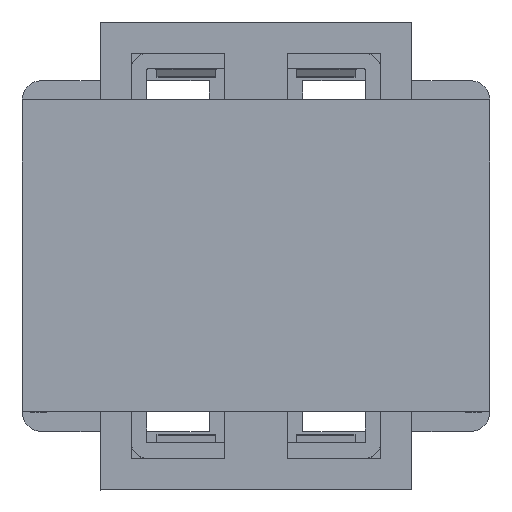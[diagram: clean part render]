
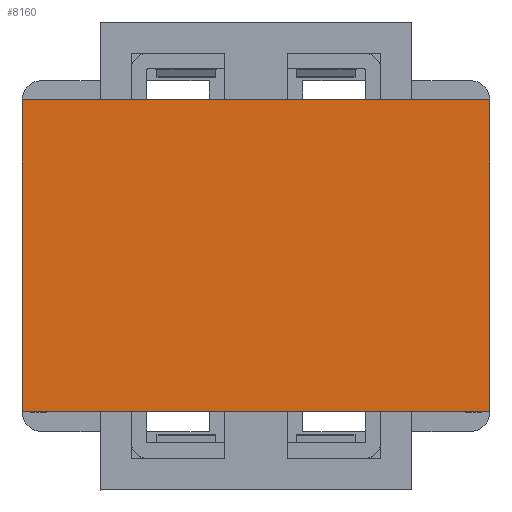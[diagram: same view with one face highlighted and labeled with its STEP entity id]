
A CAD part, top view. The second image highlights one B-rep face of the part: STEP entity #8160.
In plain terms, the highlighted planar face has unit normal (0, 0, 1).
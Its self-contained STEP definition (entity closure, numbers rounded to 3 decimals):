
#730=ORIENTED_EDGE('',*,*,#3167,.T.);
#731=ORIENTED_EDGE('',*,*,#3202,.F.);
#732=ORIENTED_EDGE('',*,*,#3169,.F.);
#733=ORIENTED_EDGE('',*,*,#3203,.T.);
#3167=EDGE_CURVE('',#4411,#4427,#5223,.T.);
#3169=EDGE_CURVE('',#4429,#4430,#5225,.T.);
#3202=EDGE_CURVE('',#4430,#4427,#5254,.T.);
#3203=EDGE_CURVE('',#4429,#4411,#5255,.T.);
#4411=VERTEX_POINT('',#11819);
#4427=VERTEX_POINT('',#11851);
#4429=VERTEX_POINT('',#11856);
#4430=VERTEX_POINT('',#11858);
#5223=LINE('',#11852,#6079);
#5225=LINE('',#11857,#6081);
#5254=LINE('',#11922,#6110);
#5255=LINE('',#11924,#6111);
#6079=VECTOR('',#9472,1000.);
#6081=VECTOR('',#9476,1000.);
#6110=VECTOR('',#9545,1000.);
#6111=VECTOR('',#9548,1000.);
#6940=EDGE_LOOP('',(#730,#731,#732,#733));
#7416=FACE_BOUND('',#6940,.T.);
#7888=PLANE('',#8718);
#8160=ADVANCED_FACE('',(#7416),#7888,.F.);
#8718=AXIS2_PLACEMENT_3D('',#11923,#9546,#9547);
#9472=DIRECTION('',(0.,-1.,0.));
#9476=DIRECTION('',(0.,-1.,0.));
#9545=DIRECTION('',(-1.,0.,0.));
#9546=DIRECTION('',(0.,0.,-1.));
#9547=DIRECTION('',(0.,-1.,0.));
#9548=DIRECTION('',(-1.,0.,0.));
#11819=CARTESIAN_POINT('',(-2.,3.,1.85));
#11851=CARTESIAN_POINT('',(-2.,-3.,1.85));
#11852=CARTESIAN_POINT('',(-2.,3.,1.85));
#11856=CARTESIAN_POINT('',(2.,3.,1.85));
#11857=CARTESIAN_POINT('',(2.,3.,1.85));
#11858=CARTESIAN_POINT('',(2.,-3.,1.85));
#11922=CARTESIAN_POINT('',(2.,-3.,1.85));
#11923=CARTESIAN_POINT('',(2.,3.,1.85));
#11924=CARTESIAN_POINT('',(2.,3.,1.85));
